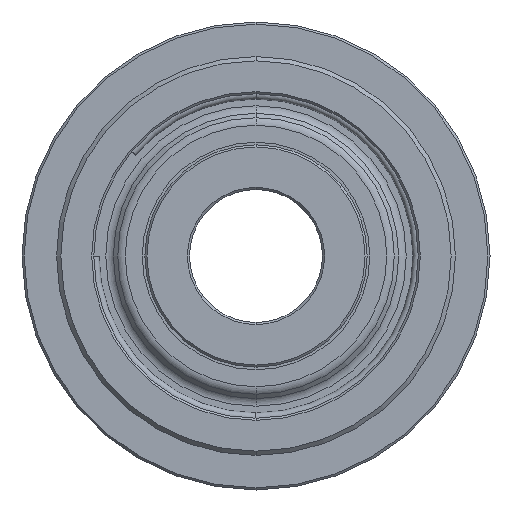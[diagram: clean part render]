
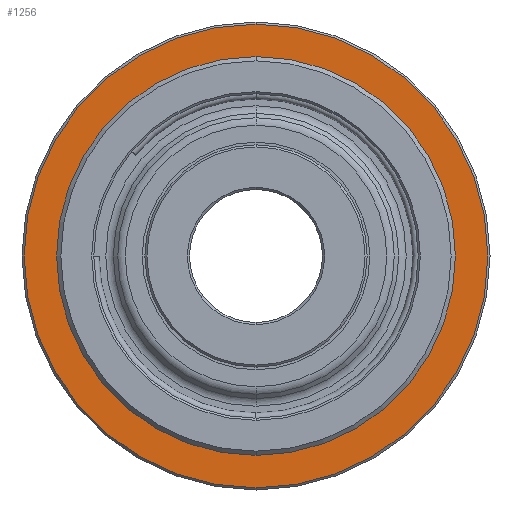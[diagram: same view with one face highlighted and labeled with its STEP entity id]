
A CAD part, front view. The second image highlights one B-rep face of the part: STEP entity #1256.
In plain terms, the highlighted planar face has unit normal (0, -1, 0).
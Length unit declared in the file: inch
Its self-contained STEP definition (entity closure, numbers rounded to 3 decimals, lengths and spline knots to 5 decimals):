
#14 = DIRECTION ( 'NONE',  ( 0., 0., 1. ) ) ;
#23 = DIRECTION ( 'NONE',  ( 0., -1., 0. ) ) ;
#90 = EDGE_CURVE ( 'NONE', #1173, #792, #1843, .T. ) ;
#115 = CARTESIAN_POINT ( 'NONE',  ( 0., 0.109, 0.218 ) ) ;
#127 = AXIS2_PLACEMENT_3D ( 'NONE', #1957, #1969, #1104 ) ;
#151 = CARTESIAN_POINT ( 'NONE',  ( 0., 0.109, 0. ) ) ;
#157 = ORIENTED_EDGE ( 'NONE', *, *, #1386, .T. ) ;
#323 = DIRECTION ( 'NONE',  ( 0., 0., 1. ) ) ;
#596 = EDGE_LOOP ( 'NONE', ( #1740, #597 ) ) ;
#597 = ORIENTED_EDGE ( 'NONE', *, *, #1356, .T. ) ;
#616 = CARTESIAN_POINT ( 'NONE',  ( 0., 0.109, 0. ) ) ;
#734 = CIRCLE ( 'NONE', #756, 0.218 ) ;
#756 = AXIS2_PLACEMENT_3D ( 'NONE', #1750, #23, #14 ) ;
#792 = VERTEX_POINT ( 'NONE', #1715 ) ;
#806 = DIRECTION ( 'NONE',  ( 0., 1., 0. ) ) ;
#836 = DIRECTION ( 'NONE',  ( 0., 1., 0. ) ) ;
#868 = CIRCLE ( 'NONE', #1756, 0.1775 ) ;
#872 = DIRECTION ( 'NONE',  ( 0., 1., 0. ) ) ;
#894 = CARTESIAN_POINT ( 'NONE',  ( 0., 0.109, -0.1775 ) ) ;
#1072 = CARTESIAN_POINT ( 'NONE',  ( 0., 0.109, 0.1775 ) ) ;
#1104 = DIRECTION ( 'NONE',  ( 0., 0., 1. ) ) ;
#1164 = EDGE_CURVE ( 'NONE', #1796, #1829, #1197, .T. ) ;
#1173 = VERTEX_POINT ( 'NONE', #115 ) ;
#1197 = CIRCLE ( 'NONE', #1217, 0.1775 ) ;
#1217 = AXIS2_PLACEMENT_3D ( 'NONE', #616, #806, #2028 ) ;
#1237 = DIRECTION ( 'NONE',  ( 0., 0., 1. ) ) ;
#1253 = FACE_BOUND ( 'NONE', #1667, .T. ) ;
#1256 = ADVANCED_FACE ( 'NONE', ( #1303, #1253 ), #2235, .F. ) ;
#1295 = AXIS2_PLACEMENT_3D ( 'NONE', #151, #836, #323 ) ;
#1303 = FACE_OUTER_BOUND ( 'NONE', #596, .T. ) ;
#1356 = EDGE_CURVE ( 'NONE', #792, #1173, #734, .T. ) ;
#1386 = EDGE_CURVE ( 'NONE', #1829, #1796, #868, .T. ) ;
#1549 = ORIENTED_EDGE ( 'NONE', *, *, #1164, .T. ) ;
#1667 = EDGE_LOOP ( 'NONE', ( #157, #1549 ) ) ;
#1715 = CARTESIAN_POINT ( 'NONE',  ( 0., 0.109, -0.218 ) ) ;
#1740 = ORIENTED_EDGE ( 'NONE', *, *, #90, .T. ) ;
#1743 = CARTESIAN_POINT ( 'NONE',  ( 0., 0.109, 0. ) ) ;
#1750 = CARTESIAN_POINT ( 'NONE',  ( 0., 0.109, 0. ) ) ;
#1756 = AXIS2_PLACEMENT_3D ( 'NONE', #1743, #872, #1237 ) ;
#1796 = VERTEX_POINT ( 'NONE', #894 ) ;
#1829 = VERTEX_POINT ( 'NONE', #1072 ) ;
#1843 = CIRCLE ( 'NONE', #127, 0.218 ) ;
#1957 = CARTESIAN_POINT ( 'NONE',  ( 0., 0.109, 0. ) ) ;
#1969 = DIRECTION ( 'NONE',  ( 0., -1., 0. ) ) ;
#2028 = DIRECTION ( 'NONE',  ( 0., 0., 1. ) ) ;
#2235 = PLANE ( 'NONE',  #1295 ) ;
